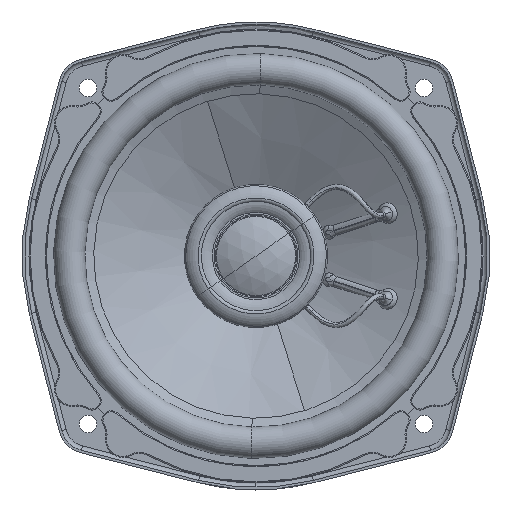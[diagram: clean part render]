
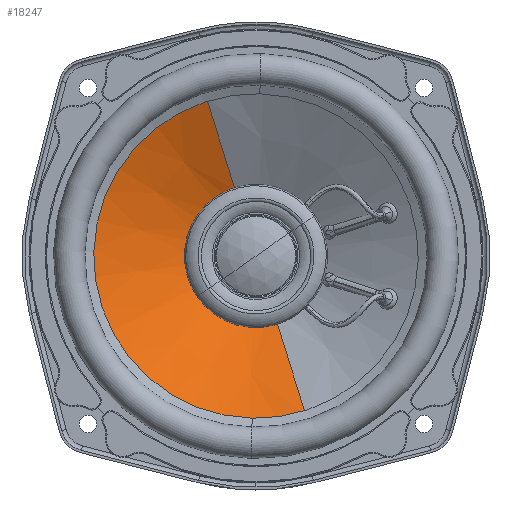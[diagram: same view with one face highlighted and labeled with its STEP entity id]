
A CAD part, front view. The second image highlights one B-rep face of the part: STEP entity #18247.
In plain terms, the highlighted conical face has half-angle 62 degrees and reference radius 47.5 mm.
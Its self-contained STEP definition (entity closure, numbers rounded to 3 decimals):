
#154 = CARTESIAN_POINT ( 'NONE',  ( 0., 14.255, 0. ) ) ;
#240 = CIRCLE ( 'NONE', #8328, 20. ) ;
#379 = CARTESIAN_POINT ( 'NONE',  ( 0., -0.367, 0. ) ) ;
#719 = CARTESIAN_POINT ( 'NONE',  ( 0., 14.255, -47.5 ) ) ;
#1066 = LINE ( 'NONE', #19464, #17877 ) ;
#1293 = AXIS2_PLACEMENT_3D ( 'NONE', #154, #8787, #20093 ) ;
#1667 = EDGE_CURVE ( 'NONE', #6901, #17971, #11829, .T. ) ;
#2766 = DIRECTION ( 'NONE',  ( 0., -1., 0. ) ) ;
#5834 = CARTESIAN_POINT ( 'NONE',  ( 0., -0.367, 20. ) ) ;
#6896 = DIRECTION ( 'NONE',  ( 0., 0.469, 0.883 ) ) ;
#6901 = VERTEX_POINT ( 'NONE', #19036 ) ;
#7017 = ORIENTED_EDGE ( 'NONE', *, *, #20512, .F. ) ;
#8131 = VERTEX_POINT ( 'NONE', #10894 ) ;
#8328 = AXIS2_PLACEMENT_3D ( 'NONE', #379, #2766, #12714 ) ;
#8370 = ORIENTED_EDGE ( 'NONE', *, *, #16426, .T. ) ;
#8395 = DIRECTION ( 'NONE',  ( 0., -1., 0. ) ) ;
#8787 = DIRECTION ( 'NONE',  ( 0., 1., 0. ) ) ;
#9007 = DIRECTION ( 'NONE',  ( 0., 0.469, -0.883 ) ) ;
#10503 = FACE_OUTER_BOUND ( 'NONE', #18319, .T. ) ;
#10894 = CARTESIAN_POINT ( 'NONE',  ( 0., 14.255, 47.5 ) ) ;
#11213 = CIRCLE ( 'NONE', #18368, 47.5 ) ;
#11829 = LINE ( 'NONE', #18180, #12363 ) ;
#12363 = VECTOR ( 'NONE', #9007, 1000. ) ;
#12714 = DIRECTION ( 'NONE',  ( 0., 0., -1. ) ) ;
#14580 = ORIENTED_EDGE ( 'NONE', *, *, #1667, .F. ) ;
#16123 = VERTEX_POINT ( 'NONE', #5834 ) ;
#16426 = EDGE_CURVE ( 'NONE', #6901, #16123, #240, .T. ) ;
#17877 = VECTOR ( 'NONE', #6896, 1000. ) ;
#17971 = VERTEX_POINT ( 'NONE', #719 ) ;
#18150 = CONICAL_SURFACE ( 'NONE', #1293, 47.5, 1.082 ) ;
#18169 = CARTESIAN_POINT ( 'NONE',  ( 0., 14.255, 0. ) ) ;
#18180 = CARTESIAN_POINT ( 'NONE',  ( 0., 14.255, -47.5 ) ) ;
#18247 = ADVANCED_FACE ( 'NONE', ( #10503 ), #18150, .F. ) ;
#18319 = EDGE_LOOP ( 'NONE', ( #14580, #8370, #19170, #7017 ) ) ;
#18368 = AXIS2_PLACEMENT_3D ( 'NONE', #18169, #8395, #19780 ) ;
#18661 = EDGE_CURVE ( 'NONE', #16123, #8131, #1066, .T. ) ;
#19036 = CARTESIAN_POINT ( 'NONE',  ( 0., -0.367, -20. ) ) ;
#19170 = ORIENTED_EDGE ( 'NONE', *, *, #18661, .T. ) ;
#19464 = CARTESIAN_POINT ( 'NONE',  ( 0., 14.255, 47.5 ) ) ;
#19780 = DIRECTION ( 'NONE',  ( 0., 0., -1. ) ) ;
#20093 = DIRECTION ( 'NONE',  ( 0., 0., 1. ) ) ;
#20512 = EDGE_CURVE ( 'NONE', #17971, #8131, #11213, .T. ) ;
